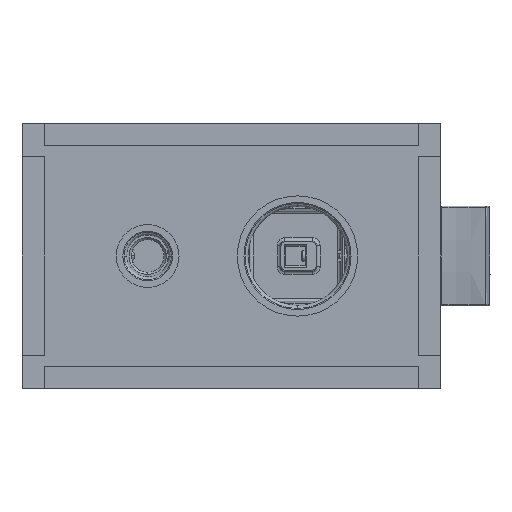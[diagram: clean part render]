
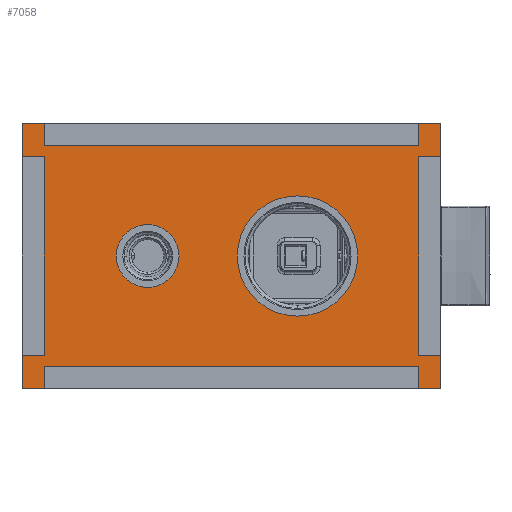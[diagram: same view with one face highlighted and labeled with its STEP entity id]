
A CAD part, left-side view. The second image highlights one B-rep face of the part: STEP entity #7058.
In plain terms, the highlighted planar face has unit normal (-1, 0, 0).
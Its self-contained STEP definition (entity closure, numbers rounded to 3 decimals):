
#6209=DIRECTION('',(0.,-1.,0.));
#6210=VECTOR('',#6209,170.);
#6211=CARTESIAN_POINT('',(-4.,114.,50.));
#6212=LINE('',#6211,#6210);
#6213=DIRECTION('',(0.,0.,-1.));
#6214=VECTOR('',#6213,10.);
#6215=CARTESIAN_POINT('',(-4.,-56.,60.));
#6216=LINE('',#6215,#6214);
#6217=DIRECTION('',(0.,-1.,0.));
#6218=VECTOR('',#6217,10.);
#6219=CARTESIAN_POINT('',(-4.,-56.,60.));
#6220=LINE('',#6219,#6218);
#6221=DIRECTION('',(0.,0.,-1.));
#6222=VECTOR('',#6221,15.);
#6223=CARTESIAN_POINT('',(-4.,-66.,60.));
#6224=LINE('',#6223,#6222);
#6225=DIRECTION('',(0.,1.,0.));
#6226=VECTOR('',#6225,10.);
#6227=CARTESIAN_POINT('',(-4.,-66.,45.));
#6228=LINE('',#6227,#6226);
#6229=DIRECTION('',(0.,0.,1.));
#6230=VECTOR('',#6229,90.);
#6231=CARTESIAN_POINT('',(-4.,-56.,-45.));
#6232=LINE('',#6231,#6230);
#6233=DIRECTION('',(0.,1.,0.));
#6234=VECTOR('',#6233,10.);
#6235=CARTESIAN_POINT('',(-4.,-66.,-45.));
#6236=LINE('',#6235,#6234);
#6237=DIRECTION('',(0.,0.,-1.));
#6238=VECTOR('',#6237,15.);
#6239=CARTESIAN_POINT('',(-4.,-66.,-45.));
#6240=LINE('',#6239,#6238);
#6241=DIRECTION('',(0.,1.,0.));
#6242=VECTOR('',#6241,10.);
#6243=CARTESIAN_POINT('',(-4.,-66.,-60.));
#6244=LINE('',#6243,#6242);
#6245=DIRECTION('',(0.,0.,1.));
#6246=VECTOR('',#6245,10.);
#6247=CARTESIAN_POINT('',(-4.,-56.,-60.));
#6248=LINE('',#6247,#6246);
#6249=DIRECTION('',(0.,-1.,0.));
#6250=VECTOR('',#6249,170.);
#6251=CARTESIAN_POINT('',(-4.,114.,-50.));
#6252=LINE('',#6251,#6250);
#6253=DIRECTION('',(0.,0.,1.));
#6254=VECTOR('',#6253,10.);
#6255=CARTESIAN_POINT('',(-4.,114.,-60.));
#6256=LINE('',#6255,#6254);
#6257=DIRECTION('',(0.,1.,0.));
#6258=VECTOR('',#6257,10.);
#6259=CARTESIAN_POINT('',(-4.,114.,-60.));
#6260=LINE('',#6259,#6258);
#6261=DIRECTION('',(0.,0.,1.));
#6262=VECTOR('',#6261,15.);
#6263=CARTESIAN_POINT('',(-4.,124.,-60.));
#6264=LINE('',#6263,#6262);
#6265=DIRECTION('',(0.,-1.,0.));
#6266=VECTOR('',#6265,10.);
#6267=CARTESIAN_POINT('',(-4.,124.,-45.));
#6268=LINE('',#6267,#6266);
#6269=DIRECTION('',(0.,0.,-1.));
#6270=VECTOR('',#6269,90.);
#6271=CARTESIAN_POINT('',(-4.,114.,45.));
#6272=LINE('',#6271,#6270);
#6273=DIRECTION('',(0.,-1.,0.));
#6274=VECTOR('',#6273,10.);
#6275=CARTESIAN_POINT('',(-4.,124.,45.));
#6276=LINE('',#6275,#6274);
#6277=DIRECTION('',(0.,0.,1.));
#6278=VECTOR('',#6277,15.);
#6279=CARTESIAN_POINT('',(-4.,124.,45.));
#6280=LINE('',#6279,#6278);
#6281=DIRECTION('',(0.,-1.,0.));
#6282=VECTOR('',#6281,10.);
#6283=CARTESIAN_POINT('',(-4.,124.,60.));
#6284=LINE('',#6283,#6282);
#6285=DIRECTION('',(0.,0.,-1.));
#6286=VECTOR('',#6285,10.);
#6287=CARTESIAN_POINT('',(-4.,114.,60.));
#6288=LINE('',#6287,#6286);
#6289=CARTESIAN_POINT('',(-4.,-1.,0.));
#6290=DIRECTION('',(-1.,0.,0.));
#6291=DIRECTION('',(0.,-1.,0.));
#6292=AXIS2_PLACEMENT_3D('',#6289,#6290,#6291);
#6294=CARTESIAN_POINT('',(-4.,-1.,0.));
#6295=DIRECTION('',(-1.,0.,0.));
#6296=DIRECTION('',(0.,1.,0.));
#6297=AXIS2_PLACEMENT_3D('',#6294,#6295,#6296);
#6299=CARTESIAN_POINT('',(-4.,67.,0.));
#6300=DIRECTION('',(-1.,0.,0.));
#6301=DIRECTION('',(0.,-1.,0.));
#6302=AXIS2_PLACEMENT_3D('',#6299,#6300,#6301);
#6304=CARTESIAN_POINT('',(-4.,67.,0.));
#6305=DIRECTION('',(-1.,0.,0.));
#6306=DIRECTION('',(0.,1.,0.));
#6307=AXIS2_PLACEMENT_3D('',#6304,#6305,#6306);
#6825=CARTESIAN_POINT('',(-4.,-66.,-60.));
#6826=VERTEX_POINT('',#6825);
#6827=CARTESIAN_POINT('',(-4.,124.,-60.));
#6828=VERTEX_POINT('',#6827);
#6829=CARTESIAN_POINT('',(-4.,124.,60.));
#6830=VERTEX_POINT('',#6829);
#6831=CARTESIAN_POINT('',(-4.,-66.,60.));
#6832=VERTEX_POINT('',#6831);
#6845=CARTESIAN_POINT('',(-4.,-28.3,0.));
#6846=CARTESIAN_POINT('',(-4.,26.3,0.));
#6847=VERTEX_POINT('',#6845);
#6848=VERTEX_POINT('',#6846);
#6857=CARTESIAN_POINT('',(-4.,52.75,0.));
#6858=CARTESIAN_POINT('',(-4.,81.25,0.));
#6859=VERTEX_POINT('',#6857);
#6860=VERTEX_POINT('',#6858);
#6921=CARTESIAN_POINT('',(-4.,124.,45.));
#6922=CARTESIAN_POINT('',(-4.,114.,45.));
#6923=VERTEX_POINT('',#6921);
#6924=VERTEX_POINT('',#6922);
#6925=CARTESIAN_POINT('',(-4.,114.,-45.));
#6926=VERTEX_POINT('',#6925);
#6927=CARTESIAN_POINT('',(-4.,124.,-45.));
#6928=VERTEX_POINT('',#6927);
#6937=CARTESIAN_POINT('',(-4.,-66.,45.));
#6938=CARTESIAN_POINT('',(-4.,-56.,45.));
#6939=VERTEX_POINT('',#6937);
#6940=VERTEX_POINT('',#6938);
#6941=CARTESIAN_POINT('',(-4.,-66.,-45.));
#6942=CARTESIAN_POINT('',(-4.,-56.,-45.));
#6943=VERTEX_POINT('',#6941);
#6944=VERTEX_POINT('',#6942);
#6953=CARTESIAN_POINT('',(-4.,114.,-60.));
#6954=CARTESIAN_POINT('',(-4.,114.,-50.));
#6955=VERTEX_POINT('',#6953);
#6956=VERTEX_POINT('',#6954);
#6957=CARTESIAN_POINT('',(-4.,-56.,-50.));
#6958=VERTEX_POINT('',#6957);
#6959=CARTESIAN_POINT('',(-4.,-56.,-60.));
#6960=VERTEX_POINT('',#6959);
#6969=CARTESIAN_POINT('',(-4.,114.,50.));
#6970=CARTESIAN_POINT('',(-4.,-56.,50.));
#6971=VERTEX_POINT('',#6969);
#6972=VERTEX_POINT('',#6970);
#6973=CARTESIAN_POINT('',(-4.,-56.,60.));
#6974=VERTEX_POINT('',#6973);
#6975=CARTESIAN_POINT('',(-4.,114.,60.));
#6976=VERTEX_POINT('',#6975);
#7000=CARTESIAN_POINT('',(-4.,29.,0.));
#7001=DIRECTION('',(1.,0.,0.));
#7002=DIRECTION('',(0.,0.,1.));
#7003=AXIS2_PLACEMENT_3D('',#7000,#7001,#7002);
#7004=PLANE('',#7003);
#7006=ORIENTED_EDGE('',*,*,#7005,.T.);
#7008=ORIENTED_EDGE('',*,*,#7007,.F.);
#7010=ORIENTED_EDGE('',*,*,#7009,.T.);
#7012=ORIENTED_EDGE('',*,*,#7011,.T.);
#7014=ORIENTED_EDGE('',*,*,#7013,.T.);
#7015=ORIENTED_EDGE('',*,*,#6982,.F.);
#7017=ORIENTED_EDGE('',*,*,#7016,.F.);
#7019=ORIENTED_EDGE('',*,*,#7018,.T.);
#7021=ORIENTED_EDGE('',*,*,#7020,.T.);
#7023=ORIENTED_EDGE('',*,*,#7022,.T.);
#7025=ORIENTED_EDGE('',*,*,#7024,.F.);
#7027=ORIENTED_EDGE('',*,*,#7026,.F.);
#7029=ORIENTED_EDGE('',*,*,#7028,.T.);
#7031=ORIENTED_EDGE('',*,*,#7030,.T.);
#7033=ORIENTED_EDGE('',*,*,#7032,.T.);
#7035=ORIENTED_EDGE('',*,*,#7034,.F.);
#7037=ORIENTED_EDGE('',*,*,#7036,.F.);
#7039=ORIENTED_EDGE('',*,*,#7038,.T.);
#7041=ORIENTED_EDGE('',*,*,#7040,.T.);
#7043=ORIENTED_EDGE('',*,*,#7042,.T.);
#7044=EDGE_LOOP('',(#7006,#7008,#7010,#7012,#7014,#7015,#7017,#7019,#7021,#7023,
#7025,#7027,#7029,#7031,#7033,#7035,#7037,#7039,#7041,#7043));
#7045=FACE_OUTER_BOUND('',#7044,.F.);
#7047=ORIENTED_EDGE('',*,*,#7046,.T.);
#7049=ORIENTED_EDGE('',*,*,#7048,.T.);
#7050=EDGE_LOOP('',(#7047,#7049));
#7051=FACE_BOUND('',#7050,.F.);
#7053=ORIENTED_EDGE('',*,*,#7052,.T.);
#7055=ORIENTED_EDGE('',*,*,#7054,.T.);
#7056=EDGE_LOOP('',(#7053,#7055));
#7057=FACE_BOUND('',#7056,.F.);
#7058=ADVANCED_FACE('',(#7045,#7051,#7057),#7004,.F.);
#6293=CIRCLE('',#6292,27.3);
#6298=CIRCLE('',#6297,27.3);
#6303=CIRCLE('',#6302,14.25);
#6308=CIRCLE('',#6307,14.25);
#6982=EDGE_CURVE('',#6944,#6940,#6232,.T.);
#7005=EDGE_CURVE('',#6971,#6972,#6212,.T.);
#7007=EDGE_CURVE('',#6974,#6972,#6216,.T.);
#7009=EDGE_CURVE('',#6974,#6832,#6220,.T.);
#7011=EDGE_CURVE('',#6832,#6939,#6224,.T.);
#7013=EDGE_CURVE('',#6939,#6940,#6228,.T.);
#7016=EDGE_CURVE('',#6943,#6944,#6236,.T.);
#7018=EDGE_CURVE('',#6943,#6826,#6240,.T.);
#7020=EDGE_CURVE('',#6826,#6960,#6244,.T.);
#7022=EDGE_CURVE('',#6960,#6958,#6248,.T.);
#7024=EDGE_CURVE('',#6956,#6958,#6252,.T.);
#7026=EDGE_CURVE('',#6955,#6956,#6256,.T.);
#7028=EDGE_CURVE('',#6955,#6828,#6260,.T.);
#7030=EDGE_CURVE('',#6828,#6928,#6264,.T.);
#7032=EDGE_CURVE('',#6928,#6926,#6268,.T.);
#7034=EDGE_CURVE('',#6924,#6926,#6272,.T.);
#7036=EDGE_CURVE('',#6923,#6924,#6276,.T.);
#7038=EDGE_CURVE('',#6923,#6830,#6280,.T.);
#7040=EDGE_CURVE('',#6830,#6976,#6284,.T.);
#7042=EDGE_CURVE('',#6976,#6971,#6288,.T.);
#7046=EDGE_CURVE('',#6847,#6848,#6293,.T.);
#7048=EDGE_CURVE('',#6848,#6847,#6298,.T.);
#7052=EDGE_CURVE('',#6859,#6860,#6303,.T.);
#7054=EDGE_CURVE('',#6860,#6859,#6308,.T.);
